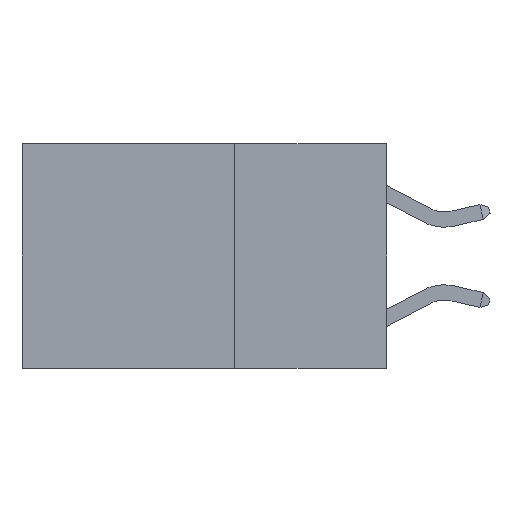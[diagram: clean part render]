
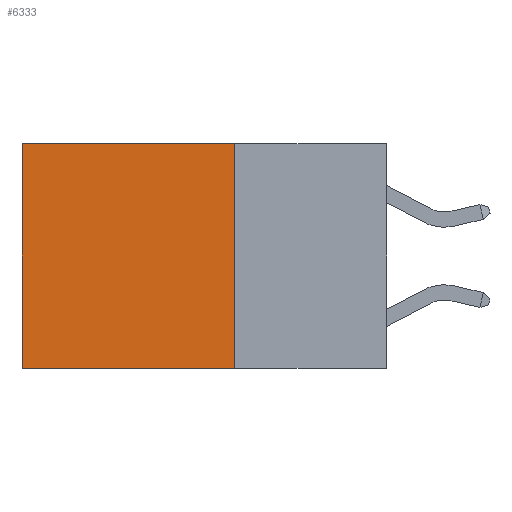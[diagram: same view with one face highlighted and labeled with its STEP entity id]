
A CAD part, left-side view. The second image highlights one B-rep face of the part: STEP entity #6333.
In plain terms, the highlighted planar face has unit normal (-1, 0, 0).
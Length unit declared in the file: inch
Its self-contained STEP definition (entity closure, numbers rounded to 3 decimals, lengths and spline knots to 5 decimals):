
#421 = LINE ( 'NONE', #13649, #11496 ) ;
#1039 = CARTESIAN_POINT ( 'NONE',  ( 0.2625, 0.25, -0.37 ) ) ;
#1104 = ORIENTED_EDGE ( 'NONE', *, *, #4015, .F. ) ;
#1444 = VERTEX_POINT ( 'NONE', #10572 ) ;
#1472 = ORIENTED_EDGE ( 'NONE', *, *, #6373, .T. ) ;
#2373 = LINE ( 'NONE', #2790, #13102 ) ;
#2790 = CARTESIAN_POINT ( 'NONE',  ( 0.2625, 0.25, 0. ) ) ;
#3181 = CARTESIAN_POINT ( 'NONE',  ( 0.2625, 0.25, 0. ) ) ;
#4015 = EDGE_CURVE ( 'NONE', #5619, #9495, #8617, .T. ) ;
#5428 = EDGE_LOOP ( 'NONE', ( #12078, #1104, #12376, #1472 ) ) ;
#5619 = VERTEX_POINT ( 'NONE', #7830 ) ;
#6149 = DIRECTION ( 'NONE',  ( 0., 0., -1. ) ) ;
#6153 = EDGE_CURVE ( 'NONE', #1444, #5619, #11331, .T. ) ;
#6289 = DIRECTION ( 'NONE',  ( 0., 1., 0. ) ) ;
#6333 = ADVANCED_FACE ( 'NONE', ( #13392 ), #10203, .F. ) ;
#6373 = EDGE_CURVE ( 'NONE', #1444, #11323, #2373, .T. ) ;
#7830 = CARTESIAN_POINT ( 'NONE',  ( 0.2625, 0.25, -0.37 ) ) ;
#8068 = CARTESIAN_POINT ( 'NONE',  ( 0.2625, 0.6, 0. ) ) ;
#8617 = LINE ( 'NONE', #1039, #11264 ) ;
#8687 = VECTOR ( 'NONE', #10645, 39.37008 ) ;
#8738 = DIRECTION ( 'NONE',  ( 0., 1., 0. ) ) ;
#8757 = EDGE_CURVE ( 'NONE', #11323, #9495, #421, .T. ) ;
#9495 = VERTEX_POINT ( 'NONE', #11549 ) ;
#9819 = DIRECTION ( 'NONE',  ( 0., 0., -1. ) ) ;
#10203 = PLANE ( 'NONE',  #10497 ) ;
#10497 = AXIS2_PLACEMENT_3D ( 'NONE', #13050, #12148, #6149 ) ;
#10572 = CARTESIAN_POINT ( 'NONE',  ( 0.2625, 0.25, 0. ) ) ;
#10645 = DIRECTION ( 'NONE',  ( 0., 0., -1. ) ) ;
#11264 = VECTOR ( 'NONE', #8738, 39.37008 ) ;
#11323 = VERTEX_POINT ( 'NONE', #8068 ) ;
#11331 = LINE ( 'NONE', #3181, #8687 ) ;
#11496 = VECTOR ( 'NONE', #9819, 39.37008 ) ;
#11549 = CARTESIAN_POINT ( 'NONE',  ( 0.2625, 0.6, -0.37 ) ) ;
#12078 = ORIENTED_EDGE ( 'NONE', *, *, #8757, .T. ) ;
#12148 = DIRECTION ( 'NONE',  ( 1., 0., 0. ) ) ;
#12376 = ORIENTED_EDGE ( 'NONE', *, *, #6153, .F. ) ;
#13050 = CARTESIAN_POINT ( 'NONE',  ( 0.2625, 0.25, 0. ) ) ;
#13102 = VECTOR ( 'NONE', #6289, 39.37008 ) ;
#13392 = FACE_OUTER_BOUND ( 'NONE', #5428, .T. ) ;
#13649 = CARTESIAN_POINT ( 'NONE',  ( 0.2625, 0.6, 0. ) ) ;
